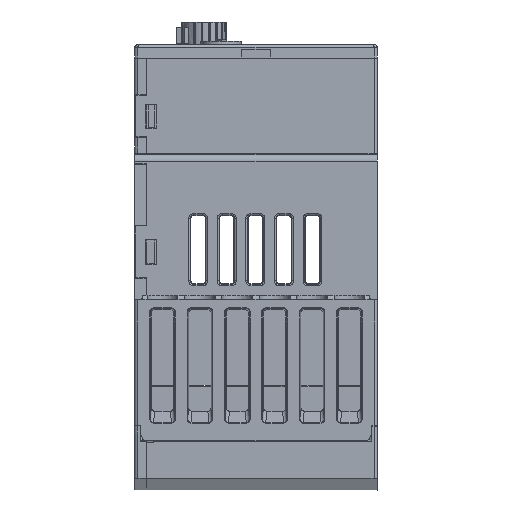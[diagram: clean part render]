
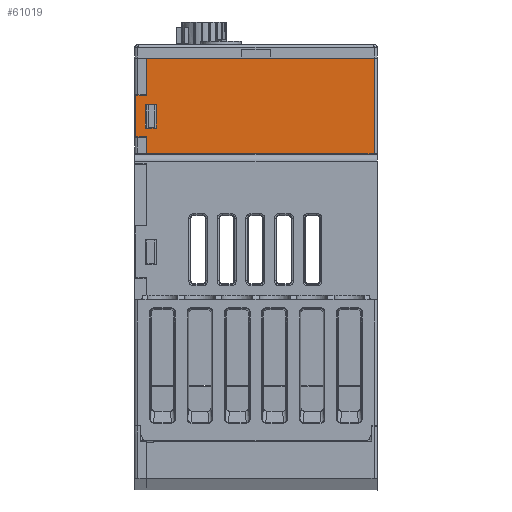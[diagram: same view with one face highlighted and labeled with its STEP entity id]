
A CAD part, left-side view. The second image highlights one B-rep face of the part: STEP entity #61019.
In plain terms, the highlighted planar face has unit normal (-1, 0, 0).
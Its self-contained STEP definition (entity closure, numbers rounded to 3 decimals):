
#7364=ORIENTED_EDGE('',*,*,#23120,.F.);
#7365=ORIENTED_EDGE('',*,*,#24154,.F.);
#7366=ORIENTED_EDGE('',*,*,#23753,.F.);
#7367=ORIENTED_EDGE('',*,*,#24447,.F.);
#7368=ORIENTED_EDGE('',*,*,#24475,.T.);
#7369=ORIENTED_EDGE('',*,*,#23143,.T.);
#7370=ORIENTED_EDGE('',*,*,#24479,.T.);
#7371=ORIENTED_EDGE('',*,*,#23119,.F.);
#7372=ORIENTED_EDGE('',*,*,#23136,.F.);
#7373=ORIENTED_EDGE('',*,*,#23137,.F.);
#7374=ORIENTED_EDGE('',*,*,#23129,.F.);
#7375=ORIENTED_EDGE('',*,*,#23139,.F.);
#23119=EDGE_CURVE('',#32327,#32325,#38298,.T.);
#23120=EDGE_CURVE('',#32328,#32327,#38299,.T.);
#23129=EDGE_CURVE('',#32334,#32335,#38308,.T.);
#23136=EDGE_CURVE('',#32341,#32339,#38315,.T.);
#23137=EDGE_CURVE('',#32335,#32341,#38316,.T.);
#23139=EDGE_CURVE('',#32339,#32334,#38318,.T.);
#23143=EDGE_CURVE('',#32344,#32343,#38322,.T.);
#23753=EDGE_CURVE('',#32757,#32754,#38695,.T.);
#24154=EDGE_CURVE('',#32754,#32328,#39056,.T.);
#24447=EDGE_CURVE('',#33191,#32757,#39322,.T.);
#24475=EDGE_CURVE('',#33191,#32344,#39350,.T.);
#24479=EDGE_CURVE('',#32343,#32325,#39354,.T.);
#32325=VERTEX_POINT('',#90445);
#32327=VERTEX_POINT('',#90449);
#32328=VERTEX_POINT('',#90453);
#32334=VERTEX_POINT('',#90471);
#32335=VERTEX_POINT('',#90472);
#32339=VERTEX_POINT('',#90481);
#32341=VERTEX_POINT('',#90485);
#32343=VERTEX_POINT('',#90497);
#32344=VERTEX_POINT('',#90499);
#32754=VERTEX_POINT('',#91710);
#32757=VERTEX_POINT('',#91715);
#33191=VERTEX_POINT('',#93157);
#38298=LINE('',#90450,#44347);
#38299=LINE('',#90452,#44348);
#38308=LINE('',#90470,#44357);
#38315=LINE('',#90486,#44364);
#38316=LINE('',#90488,#44365);
#38318=LINE('',#90491,#44367);
#38322=LINE('',#90498,#44371);
#38695=LINE('',#91716,#44744);
#39056=LINE('',#92566,#45105);
#39322=LINE('',#93158,#45371);
#39350=LINE('',#93220,#45399);
#39354=LINE('',#93226,#45403);
#44347=VECTOR('',#73201,1000.);
#44348=VECTOR('',#73204,1000.);
#44357=VECTOR('',#73219,1000.);
#44364=VECTOR('',#73228,1000.);
#44365=VECTOR('',#73231,1000.);
#44367=VECTOR('',#73235,1000.);
#44371=VECTOR('',#73241,1000.);
#44744=VECTOR('',#74436,1000.);
#45105=VECTOR('',#75153,1000.);
#45371=VECTOR('',#75729,1000.);
#45399=VECTOR('',#75817,1000.);
#45403=VECTOR('',#75825,1000.);
#50889=EDGE_LOOP('',(#7364,#7365,#7366,#7367,#7368,#7369,#7370,#7371));
#50890=EDGE_LOOP('',(#7372,#7373,#7374,#7375));
#54858=FACE_BOUND('',#50889,.T.);
#54859=FACE_BOUND('',#50890,.T.);
#58585=PLANE('',#68293);
#61019=ADVANCED_FACE('',(#54858,#54859),#58585,.F.);
#68293=AXIS2_PLACEMENT_3D('',#93235,#75836,#75837);
#73201=DIRECTION('',(0.,1.,0.));
#73204=DIRECTION('',(0.,0.,1.));
#73219=DIRECTION('',(0.,1.,0.));
#73228=DIRECTION('',(0.,-1.,0.));
#73231=DIRECTION('',(0.,0.,-1.));
#73235=DIRECTION('',(0.,0.,1.));
#73241=DIRECTION('',(0.,1.,0.));
#74436=DIRECTION('',(0.,0.,-1.));
#75153=DIRECTION('',(0.,1.,0.));
#75729=DIRECTION('',(0.,-1.,0.));
#75817=DIRECTION('',(0.,0.,-1.));
#75825=DIRECTION('',(0.,0.,-1.));
#75836=DIRECTION('',(1.,0.,0.));
#75837=DIRECTION('',(0.,0.,-1.));
#90445=CARTESIAN_POINT('',(-24.16,36.7,28.925));
#90449=CARTESIAN_POINT('',(-24.16,35.2,28.925));
#90450=CARTESIAN_POINT('',(-24.16,2.8,28.925));
#90452=CARTESIAN_POINT('',(-24.16,35.2,34.48));
#90453=CARTESIAN_POINT('',(-24.16,35.2,26.425));
#90470=CARTESIAN_POINT('',(-24.16,33.7,33.725));
#90471=CARTESIAN_POINT('',(-24.16,33.7,33.725));
#90472=CARTESIAN_POINT('',(-24.16,35.3,33.725));
#90481=CARTESIAN_POINT('',(-24.16,33.7,30.225));
#90485=CARTESIAN_POINT('',(-24.16,35.3,30.225));
#90486=CARTESIAN_POINT('',(-24.16,35.4,30.225));
#90488=CARTESIAN_POINT('',(-24.16,35.3,33.575));
#90491=CARTESIAN_POINT('',(-24.16,33.7,30.375));
#90497=CARTESIAN_POINT('',(-24.16,36.7,35.025));
#90498=CARTESIAN_POINT('',(-24.16,36.7,35.025));
#90499=CARTESIAN_POINT('',(-24.16,35.2,35.025));
#91710=CARTESIAN_POINT('',(-24.16,1.7,26.425));
#91715=CARTESIAN_POINT('',(-24.16,1.7,40.524));
#91716=CARTESIAN_POINT('',(-24.16,1.7,0.));
#92566=CARTESIAN_POINT('',(-24.16,19.3,26.425));
#93157=CARTESIAN_POINT('',(-24.16,35.2,40.524));
#93158=CARTESIAN_POINT('',(-24.16,2.8,40.524));
#93220=CARTESIAN_POINT('',(-24.16,35.2,35.438));
#93226=CARTESIAN_POINT('',(-24.16,36.7,28.975));
#93235=CARTESIAN_POINT('',(-24.16,2.8,34.48));
